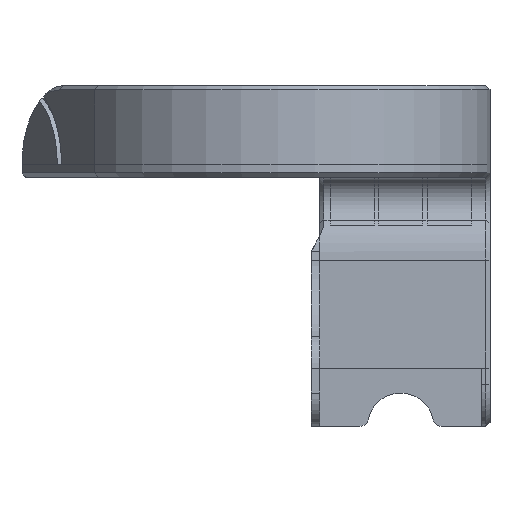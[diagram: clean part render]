
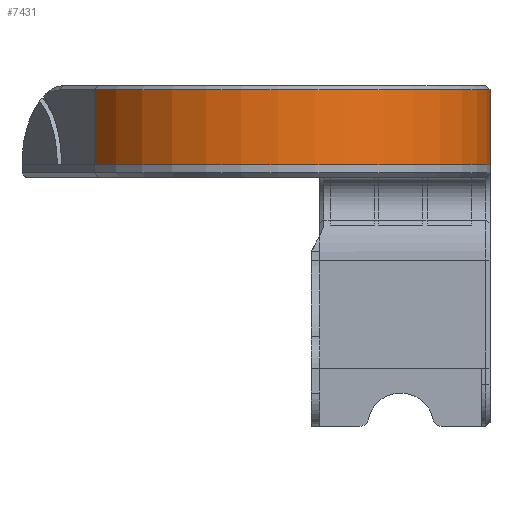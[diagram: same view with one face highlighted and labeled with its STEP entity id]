
A CAD part, front view. The second image highlights one B-rep face of the part: STEP entity #7431.
In plain terms, the highlighted cylindrical face has radius 25.5 mm (diameter 51 mm), a partial arc.
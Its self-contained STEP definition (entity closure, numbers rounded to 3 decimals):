
#1354 = PLANE('',#1355);
#1355 = AXIS2_PLACEMENT_3D('',#1356,#1357,#1358);
#1356 = CARTESIAN_POINT('',(10.75,16.5,0.));
#1357 = DIRECTION('',(1.,0.,0.));
#1358 = DIRECTION('',(0.,-1.,0.));
#3291 = VERTEX_POINT('',#3292);
#3292 = CARTESIAN_POINT('',(10.75,-15.5,33.5));
#3314 = EDGE_CURVE('',#3315,#3291,#3317,.T.);
#3315 = VERTEX_POINT('',#3316);
#3316 = CARTESIAN_POINT('',(10.75,-15.5,24.5));
#3317 = SURFACE_CURVE('',#3318,(#3322,#3329),.PCURVE_S1.);
#3318 = LINE('',#3319,#3320);
#3319 = CARTESIAN_POINT('',(10.75,-15.5,0.));
#3320 = VECTOR('',#3321,1.);
#3321 = DIRECTION('',(0.,0.,1.));
#3322 = PCURVE('',#1354,#3323);
#3323 = DEFINITIONAL_REPRESENTATION('',(#3324),#3328);
#3324 = LINE('',#3325,#3326);
#3325 = CARTESIAN_POINT('',(32.,0.));
#3326 = VECTOR('',#3327,1.);
#3327 = DIRECTION('',(0.,-1.));
#3328 = ( GEOMETRIC_REPRESENTATION_CONTEXT(2) 
PARAMETRIC_REPRESENTATION_CONTEXT() REPRESENTATION_CONTEXT('2D SPACE',''
  ) );
#3329 = PCURVE('',#3330,#3335);
#3330 = CYLINDRICAL_SURFACE('',#3331,25.5);
#3331 = AXIS2_PLACEMENT_3D('',#3332,#3333,#3334);
#3332 = CARTESIAN_POINT('',(-14.75,-15.5,34.));
#3333 = DIRECTION('',(0.,0.,1.));
#3334 = DIRECTION('',(1.,0.,0.));
#3335 = DEFINITIONAL_REPRESENTATION('',(#3336),#3340);
#3336 = LINE('',#3337,#3338);
#3337 = CARTESIAN_POINT('',(6.283,-34.));
#3338 = VECTOR('',#3339,1.);
#3339 = DIRECTION('',(0.,1.));
#3340 = ( GEOMETRIC_REPRESENTATION_CONTEXT(2) 
PARAMETRIC_REPRESENTATION_CONTEXT() REPRESENTATION_CONTEXT('2D SPACE',''
  ) );
#7363 = CYLINDRICAL_SURFACE('',#7364,25.5);
#7364 = AXIS2_PLACEMENT_3D('',#7365,#7366,#7367);
#7365 = CARTESIAN_POINT('',(-14.75,-15.5,34.));
#7366 = DIRECTION('',(0.,0.,1.));
#7367 = DIRECTION('',(1.,0.,0.));
#7431 = ADVANCED_FACE('',(#7432),#3330,.T.);
#7432 = FACE_BOUND('',#7433,.T.);
#7433 = EDGE_LOOP('',(#7434,#7464,#7486,#7487));
#7434 = ORIENTED_EDGE('',*,*,#7435,.T.);
#7435 = EDGE_CURVE('',#7436,#7438,#7440,.T.);
#7436 = VERTEX_POINT('',#7437);
#7437 = CARTESIAN_POINT('',(-36.834,-28.25,33.5));
#7438 = VERTEX_POINT('',#7439);
#7439 = CARTESIAN_POINT('',(-36.834,-28.25,24.5));
#7440 = SURFACE_CURVE('',#7441,(#7445,#7452),.PCURVE_S1.);
#7441 = LINE('',#7442,#7443);
#7442 = CARTESIAN_POINT('',(-36.834,-28.25,34.));
#7443 = VECTOR('',#7444,1.);
#7444 = DIRECTION('',(-0.,-0.,-1.));
#7445 = PCURVE('',#3330,#7446);
#7446 = DEFINITIONAL_REPRESENTATION('',(#7447),#7451);
#7447 = LINE('',#7448,#7449);
#7448 = CARTESIAN_POINT('',(3.665,0.));
#7449 = VECTOR('',#7450,1.);
#7450 = DIRECTION('',(0.,-1.));
#7451 = ( GEOMETRIC_REPRESENTATION_CONTEXT(2) 
PARAMETRIC_REPRESENTATION_CONTEXT() REPRESENTATION_CONTEXT('2D SPACE',''
  ) );
#7452 = PCURVE('',#7453,#7458);
#7453 = PLANE('',#7454);
#7454 = AXIS2_PLACEMENT_3D('',#7455,#7456,#7457);
#7455 = CARTESIAN_POINT('',(-45.834,-12.662,34.));
#7456 = DIRECTION('',(-0.866,-0.5,0.));
#7457 = DIRECTION('',(0.5,-0.866,0.));
#7458 = DEFINITIONAL_REPRESENTATION('',(#7459),#7463);
#7459 = LINE('',#7460,#7461);
#7460 = CARTESIAN_POINT('',(18.,0.));
#7461 = VECTOR('',#7462,1.);
#7462 = DIRECTION('',(0.,-1.));
#7463 = ( GEOMETRIC_REPRESENTATION_CONTEXT(2) 
PARAMETRIC_REPRESENTATION_CONTEXT() REPRESENTATION_CONTEXT('2D SPACE',''
  ) );
#7464 = ORIENTED_EDGE('',*,*,#7465,.F.);
#7465 = EDGE_CURVE('',#3315,#7438,#7466,.T.);
#7466 = SURFACE_CURVE('',#7467,(#7472,#7479),.PCURVE_S1.);
#7467 = CIRCLE('',#7468,25.5);
#7468 = AXIS2_PLACEMENT_3D('',#7469,#7470,#7471);
#7469 = CARTESIAN_POINT('',(-14.75,-15.5,24.5));
#7470 = DIRECTION('',(0.,0.,-1.));
#7471 = DIRECTION('',(1.,0.,0.));
#7472 = PCURVE('',#3330,#7473);
#7473 = DEFINITIONAL_REPRESENTATION('',(#7474),#7478);
#7474 = LINE('',#7475,#7476);
#7475 = CARTESIAN_POINT('',(6.283,-9.5));
#7476 = VECTOR('',#7477,1.);
#7477 = DIRECTION('',(-1.,0.));
#7478 = ( GEOMETRIC_REPRESENTATION_CONTEXT(2) 
PARAMETRIC_REPRESENTATION_CONTEXT() REPRESENTATION_CONTEXT('2D SPACE',''
  ) );
#7479 = PCURVE('',#7363,#7480);
#7480 = DEFINITIONAL_REPRESENTATION('',(#7481),#7485);
#7481 = LINE('',#7482,#7483);
#7482 = CARTESIAN_POINT('',(6.283,-9.5));
#7483 = VECTOR('',#7484,1.);
#7484 = DIRECTION('',(-1.,0.));
#7485 = ( GEOMETRIC_REPRESENTATION_CONTEXT(2) 
PARAMETRIC_REPRESENTATION_CONTEXT() REPRESENTATION_CONTEXT('2D SPACE',''
  ) );
#7486 = ORIENTED_EDGE('',*,*,#3314,.T.);
#7487 = ORIENTED_EDGE('',*,*,#7488,.F.);
#7488 = EDGE_CURVE('',#7436,#3291,#7489,.T.);
#7489 = SURFACE_CURVE('',#7490,(#7495,#7502),.PCURVE_S1.);
#7490 = CIRCLE('',#7491,25.5);
#7491 = AXIS2_PLACEMENT_3D('',#7492,#7493,#7494);
#7492 = CARTESIAN_POINT('',(-14.75,-15.5,33.5));
#7493 = DIRECTION('',(-0.,0.,1.));
#7494 = DIRECTION('',(-0.866,-0.5,-0.));
#7495 = PCURVE('',#3330,#7496);
#7496 = DEFINITIONAL_REPRESENTATION('',(#7497),#7501);
#7497 = LINE('',#7498,#7499);
#7498 = CARTESIAN_POINT('',(3.665,-0.5));
#7499 = VECTOR('',#7500,1.);
#7500 = DIRECTION('',(1.,0.));
#7501 = ( GEOMETRIC_REPRESENTATION_CONTEXT(2) 
PARAMETRIC_REPRESENTATION_CONTEXT() REPRESENTATION_CONTEXT('2D SPACE',''
  ) );
#7502 = PCURVE('',#7503,#7508);
#7503 = CONICAL_SURFACE('',#7504,25.5,0.785);
#7504 = AXIS2_PLACEMENT_3D('',#7505,#7506,#7507);
#7505 = CARTESIAN_POINT('',(-14.75,-15.5,33.5));
#7506 = DIRECTION('',(0.,0.,-1.));
#7507 = DIRECTION('',(-0.866,-0.5,-0.));
#7508 = DEFINITIONAL_REPRESENTATION('',(#7509),#7513);
#7509 = LINE('',#7510,#7511);
#7510 = CARTESIAN_POINT('',(-0.,-0.));
#7511 = VECTOR('',#7512,1.);
#7512 = DIRECTION('',(-1.,-0.));
#7513 = ( GEOMETRIC_REPRESENTATION_CONTEXT(2) 
PARAMETRIC_REPRESENTATION_CONTEXT() REPRESENTATION_CONTEXT('2D SPACE',''
  ) );
